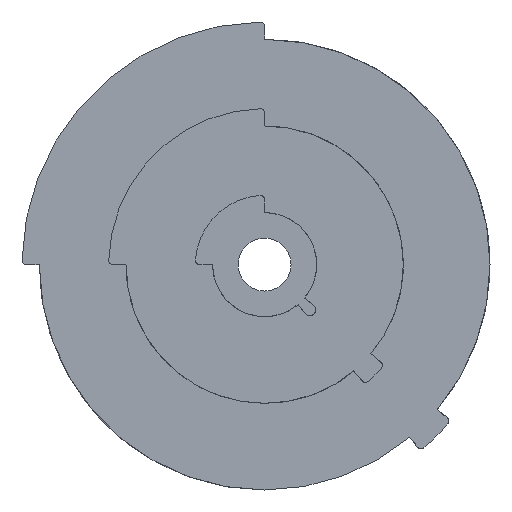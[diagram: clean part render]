
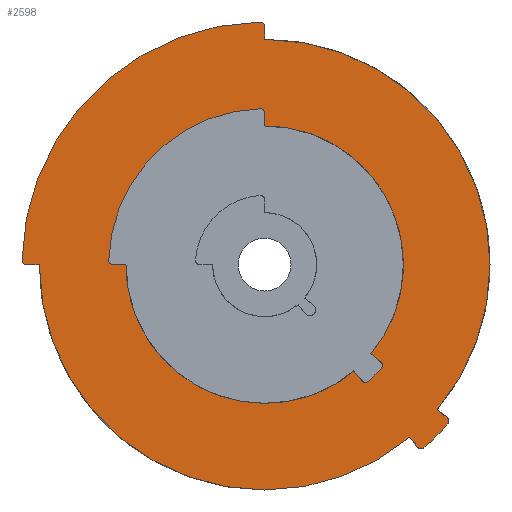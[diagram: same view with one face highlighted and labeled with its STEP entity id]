
A CAD part, front view. The second image highlights one B-rep face of the part: STEP entity #2598.
In plain terms, the highlighted planar face has unit normal (0, -1, 0).
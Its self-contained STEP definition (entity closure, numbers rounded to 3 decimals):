
#56=FACE_BOUND('',#500,.T.);
#212=PLANE('',#2877);
#350=FACE_OUTER_BOUND('',#499,.T.);
#499=EDGE_LOOP('',(#2379,#2380,#2381,#2382,#2383,#2384,#2385,#2386,#2387,
#2388,#2389,#2390));
#500=EDGE_LOOP('',(#2391,#2392,#2393,#2394,#2395,#2396,#2397,#2398,#2399,
#2400,#2401,#2402));
#578=LINE('',#5681,#726);
#582=LINE('',#5706,#730);
#633=LINE('',#6398,#781);
#635=LINE('',#7746,#783);
#637=LINE('',#7753,#785);
#644=LINE('',#7774,#792);
#646=LINE('',#7778,#794);
#647=LINE('',#7784,#795);
#726=VECTOR('',#3229,10.);
#730=VECTOR('',#3247,10.);
#781=VECTOR('',#3450,10.);
#783=VECTOR('',#3490,10.);
#785=VECTOR('',#3498,10.);
#792=VECTOR('',#3531,10.);
#794=VECTOR('',#3535,10.);
#795=VECTOR('',#3544,10.);
#871=CIRCLE('',#2747,0.5);
#876=CIRCLE('',#2755,0.5);
#891=CIRCLE('',#2778,0.5);
#904=CIRCLE('',#2794,18.);
#905=CIRCLE('',#2796,0.5);
#906=CIRCLE('',#2799,0.5);
#911=CIRCLE('',#2806,28.);
#912=CIRCLE('',#2808,0.5);
#913=CIRCLE('',#2810,18.);
#914=CIRCLE('',#2816,0.5);
#915=CIRCLE('',#2820,0.5);
#939=CIRCLE('',#2850,26.);
#940=CIRCLE('',#2853,16.);
#942=CIRCLE('',#2870,16.);
#943=CIRCLE('',#2874,28.);
#944=CIRCLE('',#2876,26.);
#1074=VERTEX_POINT('',#5664);
#1075=VERTEX_POINT('',#5665);
#1079=VERTEX_POINT('',#5679);
#1084=VERTEX_POINT('',#5699);
#1085=VERTEX_POINT('',#5700);
#1086=VERTEX_POINT('',#5705);
#1112=VERTEX_POINT('',#5820);
#1113=VERTEX_POINT('',#5822);
#1133=VERTEX_POINT('',#5914);
#1134=VERTEX_POINT('',#5918);
#1137=VERTEX_POINT('',#5934);
#1138=VERTEX_POINT('',#5935);
#1145=VERTEX_POINT('',#5965);
#1146=VERTEX_POINT('',#5969);
#1147=VERTEX_POINT('',#5971);
#1149=VERTEX_POINT('',#5977);
#1153=VERTEX_POINT('',#6008);
#1157=VERTEX_POINT('',#6067);
#1173=VERTEX_POINT('',#6396);
#1197=VERTEX_POINT('',#7744);
#1198=VERTEX_POINT('',#7748);
#1199=VERTEX_POINT('',#7752);
#1201=VERTEX_POINT('',#7776);
#1202=VERTEX_POINT('',#7783);
#1403=EDGE_CURVE('',#1074,#1075,#871,.T.);
#1409=EDGE_CURVE('',#1079,#1074,#578,.T.);
#1415=EDGE_CURVE('',#1084,#1085,#876,.T.);
#1418=EDGE_CURVE('',#1085,#1086,#582,.T.);
#1450=EDGE_CURVE('',#1112,#1113,#891,.F.);
#1474=EDGE_CURVE('',#1113,#1133,#904,.T.);
#1476=EDGE_CURVE('',#1133,#1134,#905,.F.);
#1481=EDGE_CURVE('',#1137,#1138,#906,.T.);
#1490=EDGE_CURVE('',#1138,#1145,#911,.T.);
#1493=EDGE_CURVE('',#1146,#1147,#912,.F.);
#1497=EDGE_CURVE('',#1149,#1146,#913,.T.);
#1506=EDGE_CURVE('',#1145,#1153,#914,.T.);
#1514=EDGE_CURVE('',#1157,#1149,#915,.F.);
#1537=EDGE_CURVE('',#1173,#1137,#633,.T.);
#1582=EDGE_CURVE('',#1086,#1173,#939,.T.);
#1584=EDGE_CURVE('',#1197,#1112,#635,.T.);
#1586=EDGE_CURVE('',#1198,#1197,#940,.T.);
#1587=EDGE_CURVE('',#1134,#1199,#637,.T.);
#1595=EDGE_CURVE('',#1147,#1198,#644,.T.);
#1597=EDGE_CURVE('',#1201,#1157,#646,.T.);
#1598=EDGE_CURVE('',#1199,#1201,#942,.T.);
#1599=EDGE_CURVE('',#1153,#1202,#647,.T.);
#1601=EDGE_CURVE('',#1075,#1084,#943,.T.);
#1602=EDGE_CURVE('',#1202,#1079,#944,.T.);
#2379=ORIENTED_EDGE('',*,*,#1403,.F.);
#2380=ORIENTED_EDGE('',*,*,#1409,.F.);
#2381=ORIENTED_EDGE('',*,*,#1602,.F.);
#2382=ORIENTED_EDGE('',*,*,#1599,.F.);
#2383=ORIENTED_EDGE('',*,*,#1506,.F.);
#2384=ORIENTED_EDGE('',*,*,#1490,.F.);
#2385=ORIENTED_EDGE('',*,*,#1481,.F.);
#2386=ORIENTED_EDGE('',*,*,#1537,.F.);
#2387=ORIENTED_EDGE('',*,*,#1582,.F.);
#2388=ORIENTED_EDGE('',*,*,#1418,.F.);
#2389=ORIENTED_EDGE('',*,*,#1415,.F.);
#2390=ORIENTED_EDGE('',*,*,#1601,.F.);
#2391=ORIENTED_EDGE('',*,*,#1493,.F.);
#2392=ORIENTED_EDGE('',*,*,#1497,.F.);
#2393=ORIENTED_EDGE('',*,*,#1514,.F.);
#2394=ORIENTED_EDGE('',*,*,#1597,.F.);
#2395=ORIENTED_EDGE('',*,*,#1598,.F.);
#2396=ORIENTED_EDGE('',*,*,#1587,.F.);
#2397=ORIENTED_EDGE('',*,*,#1476,.F.);
#2398=ORIENTED_EDGE('',*,*,#1474,.F.);
#2399=ORIENTED_EDGE('',*,*,#1450,.F.);
#2400=ORIENTED_EDGE('',*,*,#1584,.F.);
#2401=ORIENTED_EDGE('',*,*,#1586,.F.);
#2402=ORIENTED_EDGE('',*,*,#1595,.F.);
#2598=ADVANCED_FACE('',(#350,#56),#212,.F.);
#2747=AXIS2_PLACEMENT_3D('',#5666,#3220,#3221);
#2755=AXIS2_PLACEMENT_3D('',#5701,#3241,#3242);
#2778=AXIS2_PLACEMENT_3D('',#5823,#3305,#3306);
#2794=AXIS2_PLACEMENT_3D('',#5915,#3347,#3348);
#2796=AXIS2_PLACEMENT_3D('',#5919,#3352,#3353);
#2799=AXIS2_PLACEMENT_3D('',#5936,#3361,#3362);
#2806=AXIS2_PLACEMENT_3D('',#5966,#3377,#3378);
#2808=AXIS2_PLACEMENT_3D('',#5972,#3383,#3384);
#2810=AXIS2_PLACEMENT_3D('',#5979,#3390,#3391);
#2816=AXIS2_PLACEMENT_3D('',#6009,#3408,#3409);
#2820=AXIS2_PLACEMENT_3D('',#6069,#3422,#3423);
#2850=AXIS2_PLACEMENT_3D('',#7742,#3485,#3486);
#2853=AXIS2_PLACEMENT_3D('',#7750,#3494,#3495);
#2870=AXIS2_PLACEMENT_3D('',#7780,#3538,#3539);
#2874=AXIS2_PLACEMENT_3D('',#7787,#3548,#3549);
#2876=AXIS2_PLACEMENT_3D('',#7789,#3552,#3553);
#2877=AXIS2_PLACEMENT_3D('',#7790,#3554,#3555);
#3220=DIRECTION('center_axis',(0.,1.,0.));
#3221=DIRECTION('ref_axis',(0.997,0.,0.078));
#3229=DIRECTION('',(0.766,0.,-0.643));
#3241=DIRECTION('center_axis',(0.,1.,0.));
#3242=DIRECTION('ref_axis',(-0.078,0.,-0.997));
#3247=DIRECTION('',(-0.643,0.,0.766));
#3305=DIRECTION('center_axis',(0.,1.,0.));
#3306=DIRECTION('ref_axis',(-0.073,0.,-0.997));
#3347=DIRECTION('center_axis',(0.,-1.,0.));
#3348=DIRECTION('ref_axis',(1.,0.,0.));
#3352=DIRECTION('center_axis',(0.,1.,0.));
#3353=DIRECTION('ref_axis',(0.997,0.,0.073));
#3361=DIRECTION('center_axis',(0.,1.,0.));
#3362=DIRECTION('ref_axis',(-0.714,0.,-0.701));
#3377=DIRECTION('center_axis',(0.,1.,0.));
#3378=DIRECTION('ref_axis',(1.,0.,0.));
#3383=DIRECTION('center_axis',(0.,1.,0.));
#3384=DIRECTION('ref_axis',(-0.717,0.,-0.697));
#3390=DIRECTION('center_axis',(0.,-1.,0.));
#3391=DIRECTION('ref_axis',(1.,0.,0.));
#3408=DIRECTION('center_axis',(0.,1.,0.));
#3409=DIRECTION('ref_axis',(0.701,0.,0.714));
#3422=DIRECTION('center_axis',(0.,1.,0.));
#3423=DIRECTION('ref_axis',(0.697,0.,0.717));
#3450=DIRECTION('',(-1.,0.,0.));
#3485=DIRECTION('center_axis',(0.,1.,0.));
#3486=DIRECTION('ref_axis',(1.,0.,0.));
#3490=DIRECTION('',(0.643,0.,-0.766));
#3494=DIRECTION('center_axis',(0.,-1.,0.));
#3495=DIRECTION('ref_axis',(1.,0.,0.));
#3498=DIRECTION('',(-0.766,0.,0.643));
#3531=DIRECTION('',(1.,0.,0.));
#3535=DIRECTION('',(0.,0.,1.));
#3538=DIRECTION('center_axis',(0.,-1.,0.));
#3539=DIRECTION('ref_axis',(1.,0.,0.));
#3544=DIRECTION('',(0.,0.,-1.));
#3548=DIRECTION('center_axis',(0.,1.,0.));
#3549=DIRECTION('ref_axis',(1.,0.,0.));
#3552=DIRECTION('center_axis',(0.,1.,0.));
#3553=DIRECTION('ref_axis',(1.,0.,0.));
#3554=DIRECTION('center_axis',(0.,1.,0.));
#3555=DIRECTION('ref_axis',(1.,0.,0.));
#5664=CARTESIAN_POINT('',(21.063,-2.,-17.674));
#5665=CARTESIAN_POINT('',(21.118,-2.,-18.385));
#5666=CARTESIAN_POINT('Origin',(20.741,-2.,-18.057));
#5679=CARTESIAN_POINT('',(19.917,-2.,-16.712));
#5681=CARTESIAN_POINT('',(0.,-2.,0.));
#5699=CARTESIAN_POINT('',(18.385,-2.,-21.118));
#5700=CARTESIAN_POINT('',(17.674,-2.,-21.063));
#5701=CARTESIAN_POINT('Origin',(18.057,-2.,-20.741));
#5705=CARTESIAN_POINT('',(16.712,-2.,-19.917));
#5706=CARTESIAN_POINT('',(0.,-2.,0.));
#5820=CARTESIAN_POINT('',(11.244,-2.,-13.4));
#5822=CARTESIAN_POINT('',(11.959,-2.,-13.453));
#5823=CARTESIAN_POINT('Origin',(11.627,-2.,-13.079));
#5914=CARTESIAN_POINT('',(13.453,-2.,-11.959));
#5915=CARTESIAN_POINT('Origin',(0.,-2.,0.));
#5918=CARTESIAN_POINT('',(13.4,-2.,-11.244));
#5919=CARTESIAN_POINT('Origin',(13.079,-2.,-11.627));
#5934=CARTESIAN_POINT('',(-27.495,-2.,0.));
#5935=CARTESIAN_POINT('',(-27.995,-2.,0.509));
#5936=CARTESIAN_POINT('Origin',(-27.495,-2.,0.5));
#5965=CARTESIAN_POINT('',(-0.509,-2.,27.995));
#5966=CARTESIAN_POINT('Origin',(0.,-2.,0.));
#5969=CARTESIAN_POINT('',(-17.993,-2.,0.514));
#5971=CARTESIAN_POINT('',(-17.493,-2.,0.));
#5972=CARTESIAN_POINT('Origin',(-17.493,-2.,0.5));
#5977=CARTESIAN_POINT('',(-0.514,-2.,17.993));
#5979=CARTESIAN_POINT('Origin',(0.,-2.,0.));
#6008=CARTESIAN_POINT('',(0.,-2.,27.495));
#6009=CARTESIAN_POINT('Origin',(-0.5,-2.,27.495));
#6067=CARTESIAN_POINT('',(0.,-2.,17.493));
#6069=CARTESIAN_POINT('Origin',(-0.5,-2.,17.493));
#6396=CARTESIAN_POINT('',(-26.,-2.,0.));
#6398=CARTESIAN_POINT('',(0.,-2.,0.));
#7742=CARTESIAN_POINT('Origin',(0.,-2.,0.));
#7744=CARTESIAN_POINT('',(10.285,-2.,-12.257));
#7746=CARTESIAN_POINT('',(5.332,-2.,-6.355));
#7748=CARTESIAN_POINT('',(-16.,-2.,0.));
#7750=CARTESIAN_POINT('Origin',(0.,-2.,0.));
#7752=CARTESIAN_POINT('',(12.257,-2.,-10.285));
#7753=CARTESIAN_POINT('',(5.589,-2.,-4.69));
#7774=CARTESIAN_POINT('',(-8.5,-2.,0.));
#7776=CARTESIAN_POINT('',(0.,-2.,16.));
#7778=CARTESIAN_POINT('',(0.,-2.,9.5));
#7780=CARTESIAN_POINT('Origin',(0.,-2.,0.));
#7783=CARTESIAN_POINT('',(0.,-2.,26.));
#7784=CARTESIAN_POINT('',(0.,-2.,0.));
#7787=CARTESIAN_POINT('Origin',(0.,-2.,0.));
#7789=CARTESIAN_POINT('Origin',(0.,-2.,0.));
#7790=CARTESIAN_POINT('Origin',(-1.,-2.,1.));
